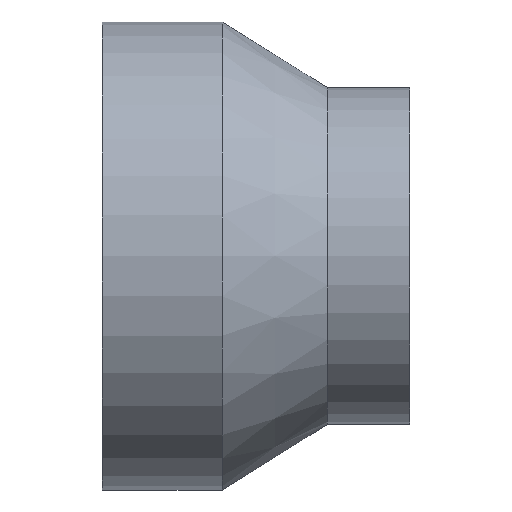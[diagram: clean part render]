
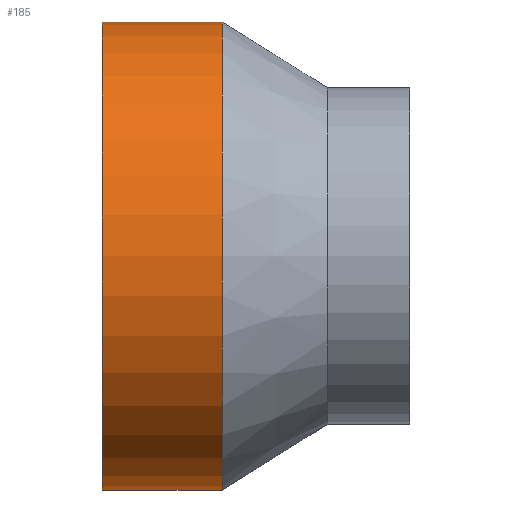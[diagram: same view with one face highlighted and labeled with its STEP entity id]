
A CAD part, top view. The second image highlights one B-rep face of the part: STEP entity #185.
In plain terms, the highlighted cylindrical face has radius 62.5 mm (diameter 125 mm), a partial arc.
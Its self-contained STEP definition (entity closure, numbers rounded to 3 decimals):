
#121 = EDGE_CURVE( '', #199, #183, #261, .T. );
#125 = VERTEX_POINT( '', #265 );
#131 = EDGE_CURVE( '', #125, #183, #272, .T. );
#133 = VERTEX_POINT( '', #274 );
#183 = VERTEX_POINT( '', #331 );
#185 = ADVANCED_FACE( '', ( #333 ), #334, .T. );
#195 = EDGE_CURVE( '', #133, #125, #345, .T. );
#197 = EDGE_CURVE( '', #199, #133, #347, .T. );
#199 = VERTEX_POINT( '', #349 );
#261 = CIRCLE( '', #423, 62.5 );
#265 = CARTESIAN_POINT( '', ( 32., 62.5, 0. ) );
#272 = LINE( '', #437, #438 );
#274 = CARTESIAN_POINT( '', ( 32., -62.5, 0. ) );
#331 = CARTESIAN_POINT( '', ( 0., 62.5, 0. ) );
#333 = FACE_OUTER_BOUND( '', #508, .T. );
#334 = CYLINDRICAL_SURFACE( '', #509, 62.5 );
#345 = CIRCLE( '', #522, 62.5 );
#347 = LINE( '', #525, #526 );
#349 = CARTESIAN_POINT( '', ( 0., -62.5, 0. ) );
#423 = AXIS2_PLACEMENT_3D( '', #593, #594, #595 );
#437 = CARTESIAN_POINT( '', ( 16., 62.5, 0. ) );
#438 = VECTOR( '', #610, 1. );
#508 = EDGE_LOOP( '', ( #681, #682, #683, #684 ) );
#509 = AXIS2_PLACEMENT_3D( '', #685, #686, #687 );
#522 = AXIS2_PLACEMENT_3D( '', #699, #700, #701 );
#525 = CARTESIAN_POINT( '', ( 16., -62.5, 0. ) );
#526 = VECTOR( '', #702, 1. );
#593 = CARTESIAN_POINT( '', ( 0., 0., 0. ) );
#594 = DIRECTION( '', ( -1., 0., 0. ) );
#595 = DIRECTION( '', ( 0., 1., 0. ) );
#610 = DIRECTION( '', ( -1., 0., 0. ) );
#681 = ORIENTED_EDGE( '', *, *, #131, .T. );
#682 = ORIENTED_EDGE( '', *, *, #121, .F. );
#683 = ORIENTED_EDGE( '', *, *, #197, .T. );
#684 = ORIENTED_EDGE( '', *, *, #195, .T. );
#685 = CARTESIAN_POINT( '', ( 16., 0., 0. ) );
#686 = DIRECTION( '', ( 1., 0., 0. ) );
#687 = DIRECTION( '', ( 0., 1., 0. ) );
#699 = CARTESIAN_POINT( '', ( 32., 0., 0. ) );
#700 = DIRECTION( '', ( -1., 0., 0. ) );
#701 = DIRECTION( '', ( 0., 1., 0. ) );
#702 = DIRECTION( '', ( 1., 0., 0. ) );
